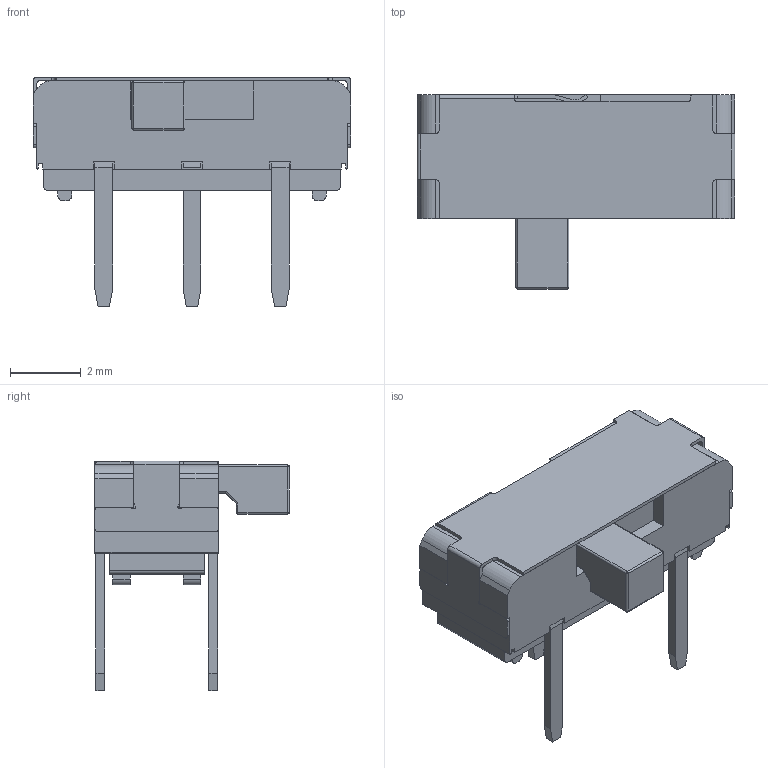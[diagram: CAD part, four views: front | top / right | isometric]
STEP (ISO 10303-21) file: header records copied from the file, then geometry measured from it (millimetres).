
FILE_DESCRIPTION(/* description */ (''),/* implementation_level */ '2;1');
FILE_NAME(/* name */ 'K3-1245D-F1.step',/* time_stamp */ '2023-10-22T15:09:36+08:00',/* author */ (''),/* organization */ (''),/* preprocessor_version */ 'ST-DEVELOPER v19.2',/* originating_system */ 'Autodesk Translation Framework v12.6.0.85',/* authorisation */ '');
FILE_SCHEMA (('AUTOMOTIVE_DESIGN { 1 0 10303 214 3 1 1 }'));
Length unit declared in the file: millimetre
Products named in the file (6): 3D_PCB1_2023-10-22; COMPOUND; SW1; SW-TH_K3-1245D-F1; COMPOUND (1); SOLID
Assembly tree (5 placements, depth 4):
  3D_PCB1_2023-10-22
    COMPOUND
    SW1
      SW-TH_K3-1245D-F1
        COMPOUND (1)
        SOLID
Bounding box: 9 x 5.5 x 6.5 mm (x, y, z)
Volume: 97.1 mm3; surface area: 261.2 mm2
Topology: 9 solids, 9 shells, 518 faces, 1382 edges, 906 vertices
Faces by surface type: plane 338, bspline 98, cylinder 76, sphere 6
Entity records: 16783 total; most frequent: CARTESIAN_POINT 3860, ORIENTED_EDGE 2752, DIRECTION 2355, EDGE_CURVE 1376, LINE 1037, VECTOR 1037, VERTEX_POINT 906, AXIS2_PLACEMENT_3D 659
